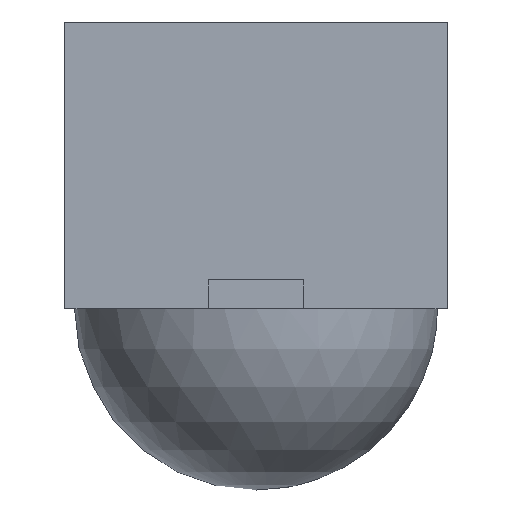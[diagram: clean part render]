
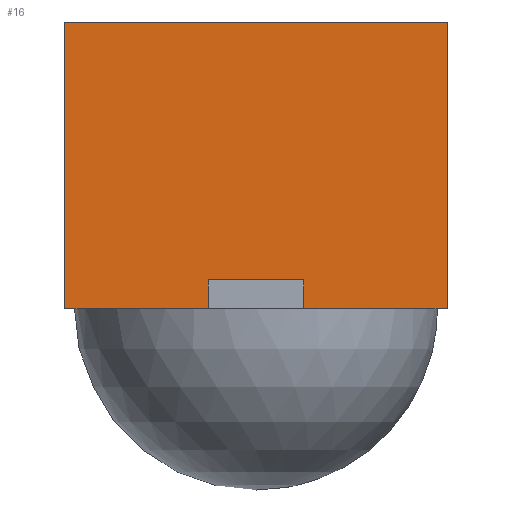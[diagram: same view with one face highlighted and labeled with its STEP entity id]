
A CAD part, left-side view. The second image highlights one B-rep face of the part: STEP entity #16.
In plain terms, the highlighted planar face has unit normal (-1, 0, 0).
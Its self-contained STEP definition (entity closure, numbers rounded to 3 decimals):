
#8 = LINE ( 'NONE', #346, #521 ) ;
#16 = ADVANCED_FACE ( 'NONE', ( #481 ), #342, .F. ) ;
#19 = DIRECTION ( 'NONE',  ( 0., 0., 1. ) ) ;
#36 = AXIS2_PLACEMENT_3D ( 'NONE', #252, #393, #48 ) ;
#41 = LINE ( 'NONE', #553, #286 ) ;
#45 = DIRECTION ( 'NONE',  ( 0., -1., 0. ) ) ;
#48 = DIRECTION ( 'NONE',  ( 0., 0., -1. ) ) ;
#49 = ORIENTED_EDGE ( 'NONE', *, *, #372, .T. ) ;
#51 = CARTESIAN_POINT ( 'NONE',  ( -1.25, 1., 0. ) ) ;
#61 = CARTESIAN_POINT ( 'NONE',  ( -1.25, -1., 1.5 ) ) ;
#71 = LINE ( 'NONE', #454, #278 ) ;
#97 = CARTESIAN_POINT ( 'NONE',  ( -1.25, 0.25, 0. ) ) ;
#101 = ORIENTED_EDGE ( 'NONE', *, *, #589, .F. ) ;
#108 = ORIENTED_EDGE ( 'NONE', *, *, #327, .F. ) ;
#150 = VERTEX_POINT ( 'NONE', #572 ) ;
#165 = CARTESIAN_POINT ( 'NONE',  ( -1.25, -1., 0. ) ) ;
#174 = CARTESIAN_POINT ( 'NONE',  ( -1.25, 0.25, 0.15 ) ) ;
#189 = DIRECTION ( 'NONE',  ( 0., 0., -1. ) ) ;
#212 = LINE ( 'NONE', #165, #364 ) ;
#241 = EDGE_CURVE ( 'NONE', #344, #371, #41, .T. ) ;
#251 = CARTESIAN_POINT ( 'NONE',  ( -1.25, -1., 1.5 ) ) ;
#252 = CARTESIAN_POINT ( 'NONE',  ( -1.25, -1., 1.5 ) ) ;
#257 = DIRECTION ( 'NONE',  ( 0., 0., -1. ) ) ;
#272 = EDGE_CURVE ( 'NONE', #463, #397, #429, .T. ) ;
#273 = ORIENTED_EDGE ( 'NONE', *, *, #507, .F. ) ;
#278 = VECTOR ( 'NONE', #19, 1000. ) ;
#280 = VECTOR ( 'NONE', #257, 1000. ) ;
#286 = VECTOR ( 'NONE', #367, 1000. ) ;
#299 = CARTESIAN_POINT ( 'NONE',  ( -1.25, -1., 0. ) ) ;
#317 = VERTEX_POINT ( 'NONE', #535 ) ;
#325 = CARTESIAN_POINT ( 'NONE',  ( -1.25, 0.25, 0.15 ) ) ;
#327 = EDGE_CURVE ( 'NONE', #344, #317, #392, .T. ) ;
#342 = PLANE ( 'NONE',  #36 ) ;
#344 = VERTEX_POINT ( 'NONE', #621 ) ;
#346 = CARTESIAN_POINT ( 'NONE',  ( -1.25, -0.25, 0.15 ) ) ;
#364 = VECTOR ( 'NONE', #380, 1000. ) ;
#367 = DIRECTION ( 'NONE',  ( 0., 0., -1. ) ) ;
#371 = VERTEX_POINT ( 'NONE', #51 ) ;
#372 = EDGE_CURVE ( 'NONE', #394, #583, #472, .T. ) ;
#378 = DIRECTION ( 'NONE',  ( 0., -1., 0. ) ) ;
#380 = DIRECTION ( 'NONE',  ( 0., -1., 0. ) ) ;
#384 = VECTOR ( 'NONE', #378, 1000. ) ;
#392 = LINE ( 'NONE', #251, #384 ) ;
#393 = DIRECTION ( 'NONE',  ( 1., 0., 0. ) ) ;
#394 = VERTEX_POINT ( 'NONE', #525 ) ;
#397 = VERTEX_POINT ( 'NONE', #97 ) ;
#402 = DIRECTION ( 'NONE',  ( 0., 1., 0. ) ) ;
#429 = LINE ( 'NONE', #325, #571 ) ;
#446 = LINE ( 'NONE', #61, #280 ) ;
#454 = CARTESIAN_POINT ( 'NONE',  ( -1.25, -0.25, 0.15 ) ) ;
#463 = VERTEX_POINT ( 'NONE', #174 ) ;
#467 = ORIENTED_EDGE ( 'NONE', *, *, #241, .T. ) ;
#472 = LINE ( 'NONE', #569, #628 ) ;
#481 = FACE_OUTER_BOUND ( 'NONE', #537, .T. ) ;
#489 = ORIENTED_EDGE ( 'NONE', *, *, #570, .T. ) ;
#507 = EDGE_CURVE ( 'NONE', #394, #150, #71, .T. ) ;
#521 = VECTOR ( 'NONE', #402, 1000. ) ;
#525 = CARTESIAN_POINT ( 'NONE',  ( -1.25, -0.25, 0. ) ) ;
#530 = EDGE_CURVE ( 'NONE', #150, #463, #8, .T. ) ;
#534 = ORIENTED_EDGE ( 'NONE', *, *, #272, .F. ) ;
#535 = CARTESIAN_POINT ( 'NONE',  ( -1.25, -1., 1.5 ) ) ;
#537 = EDGE_LOOP ( 'NONE', ( #534, #565, #273, #49, #101, #108, #467, #489 ) ) ;
#553 = CARTESIAN_POINT ( 'NONE',  ( -1.25, 1., 1.5 ) ) ;
#565 = ORIENTED_EDGE ( 'NONE', *, *, #530, .F. ) ;
#569 = CARTESIAN_POINT ( 'NONE',  ( -1.25, -1., 0. ) ) ;
#570 = EDGE_CURVE ( 'NONE', #371, #397, #212, .T. ) ;
#571 = VECTOR ( 'NONE', #189, 1000. ) ;
#572 = CARTESIAN_POINT ( 'NONE',  ( -1.25, -0.25, 0.15 ) ) ;
#583 = VERTEX_POINT ( 'NONE', #299 ) ;
#589 = EDGE_CURVE ( 'NONE', #317, #583, #446, .T. ) ;
#621 = CARTESIAN_POINT ( 'NONE',  ( -1.25, 1., 1.5 ) ) ;
#628 = VECTOR ( 'NONE', #45, 1000. ) ;
